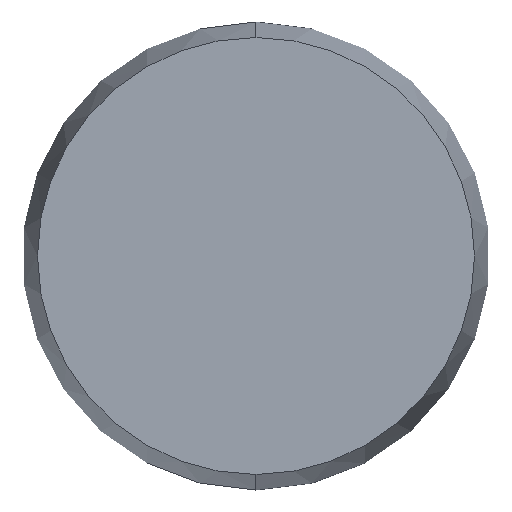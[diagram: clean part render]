
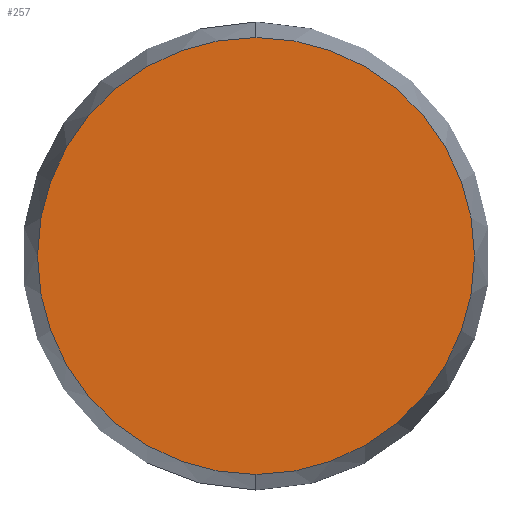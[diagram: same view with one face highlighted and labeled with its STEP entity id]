
A CAD part, left-side view. The second image highlights one B-rep face of the part: STEP entity #257.
In plain terms, the highlighted planar face has unit normal (-1, 0, 0).
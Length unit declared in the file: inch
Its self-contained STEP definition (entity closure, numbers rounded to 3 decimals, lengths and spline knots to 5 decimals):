
#4 = VERTEX_POINT ( 'NONE', #362 ) ;
#37 = CIRCLE ( 'NONE', #596, 0.01875 ) ;
#50 = FACE_OUTER_BOUND ( 'NONE', #226, .T. ) ;
#130 = VERTEX_POINT ( 'NONE', #430 ) ;
#136 = ORIENTED_EDGE ( 'NONE', *, *, #545, .T. ) ;
#189 = ORIENTED_EDGE ( 'NONE', *, *, #628, .T. ) ;
#214 = CIRCLE ( 'NONE', #647, 0.01875 ) ;
#226 = EDGE_LOOP ( 'NONE', ( #136, #189 ) ) ;
#257 = ADVANCED_FACE ( 'NONE', ( #50 ), #425, .F. ) ;
#317 = DIRECTION ( 'NONE',  ( 1., 0., 0. ) ) ;
#362 = CARTESIAN_POINT ( 'NONE',  ( 0., 0., -0.01875 ) ) ;
#378 = DIRECTION ( 'NONE',  ( 0., 0., -1. ) ) ;
#393 = CARTESIAN_POINT ( 'NONE',  ( 0., 0., 0. ) ) ;
#394 = DIRECTION ( 'NONE',  ( -1., 0., 0. ) ) ;
#395 = DIRECTION ( 'NONE',  ( 0., 0., 1. ) ) ;
#424 = CARTESIAN_POINT ( 'NONE',  ( 0., 0.01875, 0. ) ) ;
#425 = PLANE ( 'NONE',  #576 ) ;
#430 = CARTESIAN_POINT ( 'NONE',  ( 0., 0., 0.01875 ) ) ;
#493 = CARTESIAN_POINT ( 'NONE',  ( 0., 0., 0. ) ) ;
#494 = DIRECTION ( 'NONE',  ( -1., 0., 0. ) ) ;
#495 = DIRECTION ( 'NONE',  ( 0., 0., 1. ) ) ;
#545 = EDGE_CURVE ( 'NONE', #130, #4, #37, .T. ) ;
#576 = AXIS2_PLACEMENT_3D ( 'NONE', #424, #317, #378 ) ;
#596 = AXIS2_PLACEMENT_3D ( 'NONE', #393, #394, #395 ) ;
#628 = EDGE_CURVE ( 'NONE', #4, #130, #214, .T. ) ;
#647 = AXIS2_PLACEMENT_3D ( 'NONE', #493, #494, #495 ) ;
